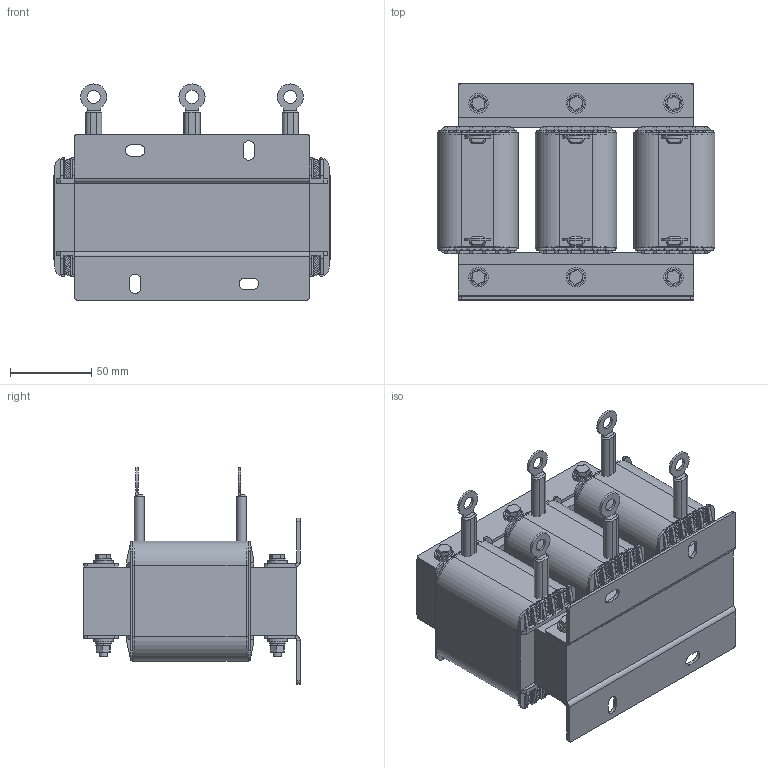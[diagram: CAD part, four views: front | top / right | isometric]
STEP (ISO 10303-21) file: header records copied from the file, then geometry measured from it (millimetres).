
FILE_DESCRIPTION (( 'STEP AP214' ), '1' );
FILE_NAME ('3D ������ ���-050-�.STEP', '2020-12-22T14:23:08', ( '' ), ( '' ), 'SwSTEP 2.0', 'SolidWorks 2015', '' );
FILE_SCHEMA (( 'AUTOMOTIVE_DESIGN' ));
Length unit declared in the file: millimetre
Products named in the file (13): 癌ｮｭ鞣･ｩｭ 罐ｫｮ｢ｮｩ_00; ˜ ©¡  ¯àã¦¨­­ ï 5 DIN 127_?ÿcöÿ ô £³ð--ÿ¯ 5 DIN 127; ‚¨­â Œ5å60_00; 刈粤隱 ｢ 癸ｮ爭_00; 則爨･遲ｨｪ_00; ��⠫�2^3D ������ ���-050-�; ˜ ©¡  ¯« áâ¨ª®¢ ï_00; 彨犪猕瓲_00; 姞忏瑾燺00; ˜ ©¡  5 DIN 125_?ÿcöÿ 5 DIN 125; 3D ������ ���-050-�; ƒ ©ª  Œ5 DIN 934_?ÿcòÿ ?5 DIN 934; 埀镡_00
Assembly tree (57 placements, depth 3):
  3D ������ ���-050-�
    則爨･遲ｨｪ_00
    刈粤隱 ｢ 癸ｮ爭_00  x3
      姞忏瑾燺00
      埀镡_00
    癌ｮｭ鞣･ｩｭ 罐ｫｮ｢ｮｩ_00  x2
    彨犪猕瓲_00  x2
    ˜ ©¡  ¯« áâ¨ª®¢ ï_00  x12
    ˜ ©¡  5 DIN 125_?ÿcöÿ 5 DIN 125  x12
    ˜ ©¡  ¯àã¦¨­­ ï 5 DIN 127_?ÿcöÿ ô £³ð--ÿ¯ 5 DIN 127  x6
    ƒ ©ª  Œ5 DIN 934_?ÿcòÿ ?5 DIN 934  x6
    ‚¨­â Œ5å60_00  x8
    ��⠫�2^3D ������ ���-050-�  x2
Bounding box: 171 x 133 x 133 mm (x, y, z)
Volume: 1172418.7 mm3; surface area: 310648.9 mm2
Topology: 152 solids, 152 shells, 2342 faces, 5654 edges, 3462 vertices
Faces by surface type: plane 1034, cylinder 864, torus 348, cone 96
Full cylindrical faces by diameter (mm): 1 x420, 4.2 x6, 5 x14, 5.3 x12, 5.5 x30, 8 x6, 10 x12, 12 x12
Entity records: 20583 total; most frequent: CARTESIAN_POINT 3246, DIRECTION 2826, ORIENTED_EDGE 2246, EDGE_CURVE 1123, AXIS2_PLACEMENT_3D 1107, EDGE_LOOP 924, FACE_OUTER_BOUND 871, VERTEX_POINT 835
